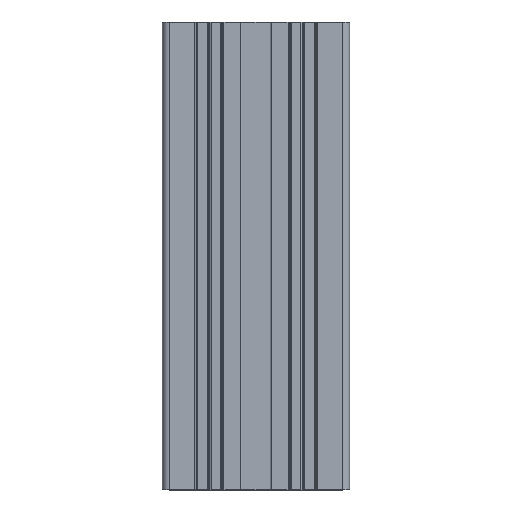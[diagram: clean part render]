
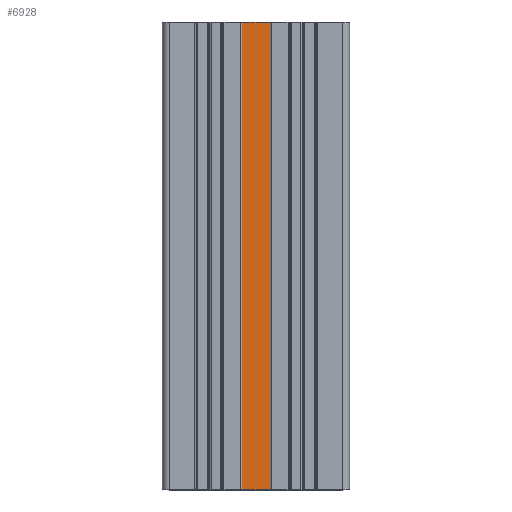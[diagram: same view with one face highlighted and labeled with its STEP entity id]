
A CAD part, top view. The second image highlights one B-rep face of the part: STEP entity #6928.
In plain terms, the highlighted planar face has unit normal (0, 0, 1).
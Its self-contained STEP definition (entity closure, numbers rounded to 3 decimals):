
#90=PLANE('',#7428);
#344=FACE_OUTER_BOUND('',#700,.T.);
#700=EDGE_LOOP('',(#4997,#4998,#4999,#5000));
#1195=LINE('',#10714,#1929);
#1198=LINE('',#10720,#1932);
#1199=LINE('',#10722,#1933);
#1200=LINE('',#10723,#1934);
#1929=VECTOR('',#8597,10.);
#1932=VECTOR('',#8602,10.);
#1933=VECTOR('',#8603,10.);
#1934=VECTOR('',#8604,10.);
#3006=VERTEX_POINT('',#10711);
#3007=VERTEX_POINT('',#10713);
#3009=VERTEX_POINT('',#10719);
#3010=VERTEX_POINT('',#10721);
#3823=EDGE_CURVE('',#3006,#3007,#1195,.T.);
#3826=EDGE_CURVE('',#3006,#3009,#1198,.T.);
#3827=EDGE_CURVE('',#3009,#3010,#1199,.T.);
#3828=EDGE_CURVE('',#3007,#3010,#1200,.T.);
#4997=ORIENTED_EDGE('',*,*,#3826,.T.);
#4998=ORIENTED_EDGE('',*,*,#3827,.T.);
#4999=ORIENTED_EDGE('',*,*,#3828,.F.);
#5000=ORIENTED_EDGE('',*,*,#3823,.F.);
#6928=ADVANCED_FACE('',(#344),#90,.T.);
#7428=AXIS2_PLACEMENT_3D('',#10718,#8600,#8601);
#8597=DIRECTION('',(0.,-1.,0.));
#8600=DIRECTION('center_axis',(0.,0.,1.));
#8601=DIRECTION('ref_axis',(1.,0.,0.));
#8602=DIRECTION('',(-1.,0.,0.));
#8603=DIRECTION('',(0.,-1.,0.));
#8604=DIRECTION('',(-1.,0.,0.));
#10711=CARTESIAN_POINT('',(6.,200.,19.));
#10713=CARTESIAN_POINT('',(6.,0.,19.));
#10714=CARTESIAN_POINT('',(6.,0.,19.));
#10718=CARTESIAN_POINT('Origin',(-6.,0.,19.));
#10719=CARTESIAN_POINT('',(-6.,200.,19.));
#10720=CARTESIAN_POINT('',(-3.,200.,19.));
#10721=CARTESIAN_POINT('',(-6.,0.,19.));
#10722=CARTESIAN_POINT('',(-6.,0.,19.));
#10723=CARTESIAN_POINT('',(-3.,0.,19.));
